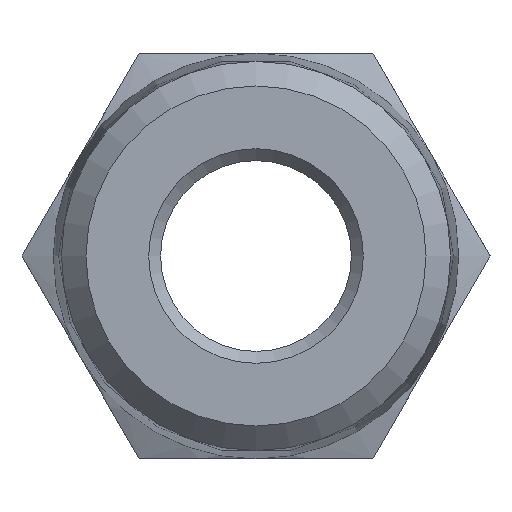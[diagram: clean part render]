
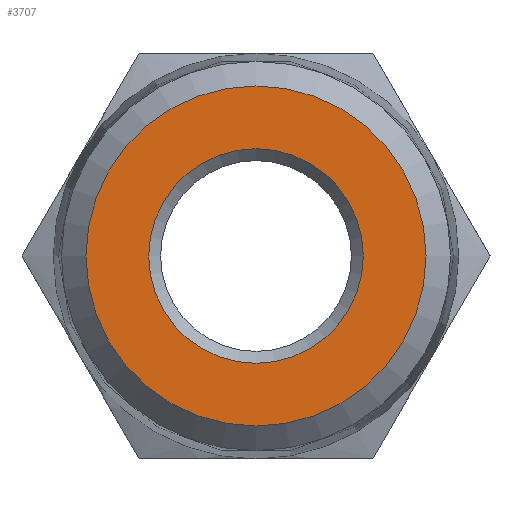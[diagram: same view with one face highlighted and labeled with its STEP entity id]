
A CAD part, left-side view. The second image highlights one B-rep face of the part: STEP entity #3707.
In plain terms, the highlighted planar face has unit normal (-1, 0, 0).
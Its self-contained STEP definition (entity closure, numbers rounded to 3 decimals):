
#3676=CARTESIAN_POINT('',(-47.0,0.,-4.5));
#3677=VERTEX_POINT('',#3676);
#3678=CARTESIAN_POINT('',(-47.0,0.,0.0));
#3679=DIRECTION('',(-1.0,0.0,0.0));
#3680=DIRECTION('',(0.0,0.0,1.0));
#3681=AXIS2_PLACEMENT_3D('',#3678,#3679,#3680);
#3682=CIRCLE('',#3681,4.5);
#3683=EDGE_CURVE('',#3677,#3677,#3682,.T.);
#3688=CARTESIAN_POINT('',(-47.0,4.066,0.0));
#3689=DIRECTION('',(-1.0,0.0,0.0));
#3690=DIRECTION('',(0.0,0.0,1.0));
#3691=AXIS2_PLACEMENT_3D('',#3688,#3689,#3690);
#3692=PLANE('',#3691);
#3693=CARTESIAN_POINT('',(-47.0,7.133,0.));
#3694=VERTEX_POINT('',#3693);
#3695=CARTESIAN_POINT('',(-47.0,0.,0.0));
#3696=DIRECTION('',(1.0,0.0,0.0));
#3697=DIRECTION('',(0.0,-1.0,0.0));
#3698=AXIS2_PLACEMENT_3D('',#3695,#3696,#3697);
#3699=CIRCLE('',#3698,7.133);
#3700=EDGE_CURVE('',#3694,#3694,#3699,.T.);
#3701=ORIENTED_EDGE('',*,*,#3700,.F.);
#3702=EDGE_LOOP('',(#3701));
#3703=FACE_OUTER_BOUND('',#3702,.T.);
#3704=ORIENTED_EDGE('',*,*,#3683,.F.);
#3705=EDGE_LOOP('',(#3704));
#3706=FACE_BOUND('',#3705,.T.);
#3707=ADVANCED_FACE('',(#3703,#3706),#3692,.T.);
